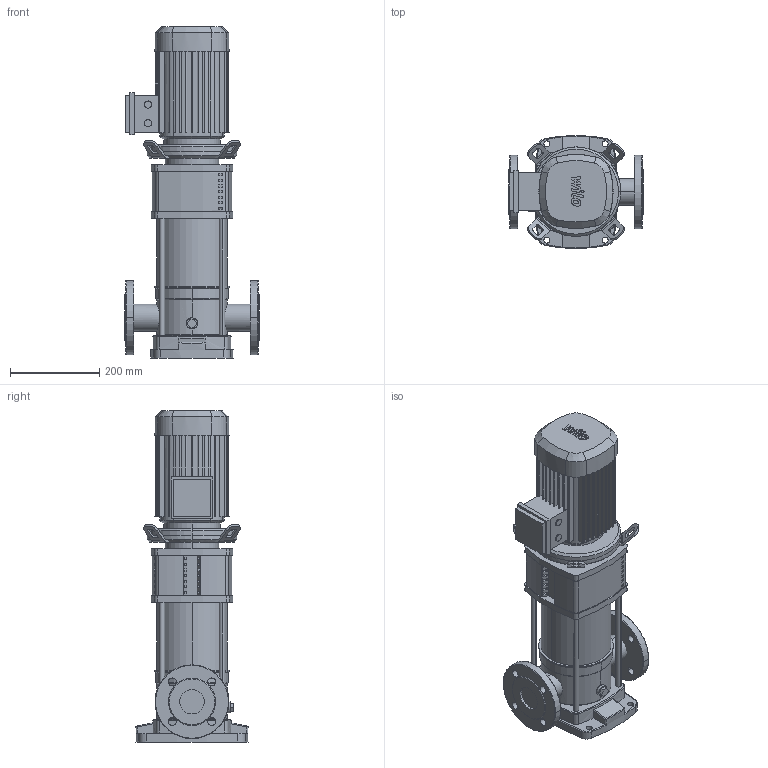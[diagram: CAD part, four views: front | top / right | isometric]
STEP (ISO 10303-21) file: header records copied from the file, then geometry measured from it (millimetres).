
FILE_DESCRIPTION((''),'2;1');
FILE_NAME('3d_HELIXV1602-2_25_V-4150661.stp','2016-08-24T08:49:16',(''),(''),'Mechanical Desktop 2009','Mechanical Desktop 2009',', , ');
FILE_SCHEMA(('CONFIG_CONTROL_DESIGN'));
Length unit declared in the file: millimetre
Products named in the file (1): Product
Bounding box: 300 x 252 x 742.2 mm (x, y, z)
Volume: 16723526.3 mm3; surface area: 1258254 mm2
Topology: 18 solids, 18 shells, 826 faces, 2188 edges, 1426 vertices
Faces by surface type: plane 350, cylinder 206, bspline 206, cone 36, torus 24, sphere 4
Entity records: 27191 total; most frequent: CARTESIAN_POINT 6466, ORIENTED_EDGE 4376, DIRECTION 4128, EDGE_CURVE 2188, VERTEX_POINT 1426, AXIS2_PLACEMENT_3D 1396, VECTOR 1336, LINE 1336
